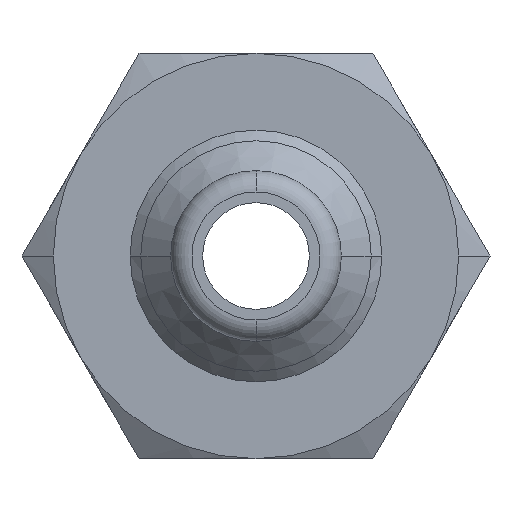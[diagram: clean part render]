
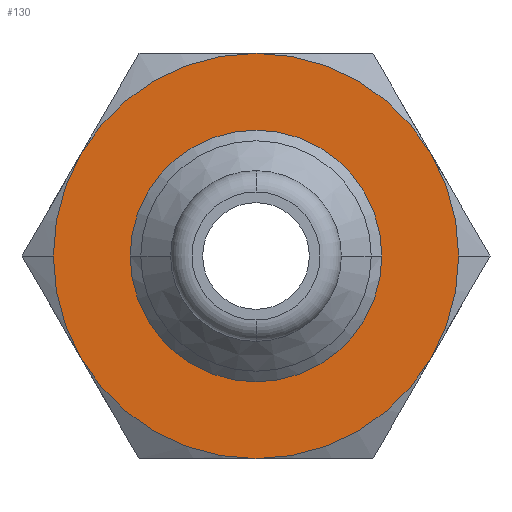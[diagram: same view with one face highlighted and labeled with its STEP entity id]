
A CAD part, front view. The second image highlights one B-rep face of the part: STEP entity #130.
In plain terms, the highlighted planar face has unit normal (0, -1, 0).
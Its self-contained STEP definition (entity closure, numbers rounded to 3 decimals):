
#130=ADVANCED_FACE('',(#272,#273),#274,.T.);
#272=FACE_OUTER_BOUND('',#427,.T.);
#273=FACE_BOUND('',#428,.T.);
#274=PLANE('',#429);
#427=EDGE_LOOP('',(#727,#728,#729,#730,#731,#732,#733,#734));
#428=EDGE_LOOP('',(#735,#736));
#429=AXIS2_PLACEMENT_3D('',#737,#738,#739);
#727=ORIENTED_EDGE('',*,*,#982,.F.);
#728=ORIENTED_EDGE('',*,*,#1002,.F.);
#729=ORIENTED_EDGE('',*,*,#1003,.F.);
#730=ORIENTED_EDGE('',*,*,#942,.F.);
#731=ORIENTED_EDGE('',*,*,#1004,.F.);
#732=ORIENTED_EDGE('',*,*,#889,.F.);
#733=ORIENTED_EDGE('',*,*,#893,.F.);
#734=ORIENTED_EDGE('',*,*,#970,.F.);
#735=ORIENTED_EDGE('',*,*,#975,.F.);
#736=ORIENTED_EDGE('',*,*,#1005,.F.);
#737=CARTESIAN_POINT('',(4.75,24.0,0.0));
#738=DIRECTION('',(-0.0,-1.0,-0.0));
#739=DIRECTION('',(-1.0,0.0,0.0));
#889=EDGE_CURVE('',#1041,#1038,#1043,.T.);
#893=EDGE_CURVE('',#1047,#1041,#1049,.T.);
#942=EDGE_CURVE('',#1130,#1132,#1133,.T.);
#970=EDGE_CURVE('',#1169,#1047,#1171,.T.);
#975=EDGE_CURVE('',#1176,#1173,#1178,.T.);
#982=EDGE_CURVE('',#1185,#1169,#1187,.T.);
#1002=EDGE_CURVE('',#1078,#1185,#1207,.T.);
#1003=EDGE_CURVE('',#1132,#1078,#1208,.T.);
#1004=EDGE_CURVE('',#1038,#1130,#1209,.T.);
#1005=EDGE_CURVE('',#1173,#1176,#1210,.T.);
#1038=VERTEX_POINT('',#1248);
#1041=VERTEX_POINT('',#1262);
#1043=CIRCLE('',#1275,9.5);
#1047=VERTEX_POINT('',#1290);
#1049=CIRCLE('',#1303,9.5);
#1078=VERTEX_POINT('',#1338);
#1130=VERTEX_POINT('',#1487);
#1132=VERTEX_POINT('',#1490);
#1133=CIRCLE('',#1491,9.5);
#1169=VERTEX_POINT('',#1621);
#1171=CIRCLE('',#1624,9.5);
#1173=VERTEX_POINT('',#1626);
#1176=VERTEX_POINT('',#1630);
#1178=CIRCLE('',#1633,5.9);
#1185=VERTEX_POINT('',#1642);
#1187=CIRCLE('',#1655,9.5);
#1207=CIRCLE('',#1708,9.5);
#1208=CIRCLE('',#1709,9.5);
#1209=CIRCLE('',#1710,9.5);
#1210=CIRCLE('',#1711,5.9);
#1248=CARTESIAN_POINT('',(-8.227,24.0,-4.75));
#1262=CARTESIAN_POINT('',(0.0,24.0,-9.5));
#1275=AXIS2_PLACEMENT_3D('',#1751,#1752,#1753);
#1290=CARTESIAN_POINT('',(8.227,24.0,-4.75));
#1303=AXIS2_PLACEMENT_3D('',#1754,#1755,#1756);
#1338=CARTESIAN_POINT('',(0.,24.0,9.5));
#1487=CARTESIAN_POINT('',(-9.5,24.0,0.));
#1490=CARTESIAN_POINT('',(-8.227,24.0,4.75));
#1491=AXIS2_PLACEMENT_3D('',#1815,#1816,#1817);
#1621=CARTESIAN_POINT('',(9.5,24.0,0.));
#1624=AXIS2_PLACEMENT_3D('',#1840,#1841,#1842);
#1626=CARTESIAN_POINT('',(5.9,24.0,0.));
#1630=CARTESIAN_POINT('',(-5.9,24.0,0.));
#1633=AXIS2_PLACEMENT_3D('',#1848,#1849,#1850);
#1642=CARTESIAN_POINT('',(8.227,24.0,4.75));
#1655=AXIS2_PLACEMENT_3D('',#1856,#1857,#1858);
#1708=AXIS2_PLACEMENT_3D('',#1883,#1884,#1885);
#1709=AXIS2_PLACEMENT_3D('',#1886,#1887,#1888);
#1710=AXIS2_PLACEMENT_3D('',#1889,#1890,#1891);
#1711=AXIS2_PLACEMENT_3D('',#1892,#1893,#1894);
#1751=CARTESIAN_POINT('',(0.0,24.0,0.0));
#1752=DIRECTION('',(-0.0,1.0,0.0));
#1753=DIRECTION('',(1.0,0.0,0.0));
#1754=CARTESIAN_POINT('',(0.0,24.0,0.0));
#1755=DIRECTION('',(-0.0,1.0,0.0));
#1756=DIRECTION('',(1.0,0.0,0.0));
#1815=CARTESIAN_POINT('',(0.0,24.0,0.0));
#1816=DIRECTION('',(-0.0,1.0,0.0));
#1817=DIRECTION('',(1.0,0.0,0.0));
#1840=CARTESIAN_POINT('',(0.0,24.0,0.0));
#1841=DIRECTION('',(-0.0,1.0,0.0));
#1842=DIRECTION('',(1.0,0.0,0.0));
#1848=CARTESIAN_POINT('',(0.0,24.0,0.0));
#1849=DIRECTION('',(0.0,-1.0,0.0));
#1850=DIRECTION('',(1.0,0.0,0.0));
#1856=CARTESIAN_POINT('',(0.0,24.0,0.0));
#1857=DIRECTION('',(-0.0,1.0,0.0));
#1858=DIRECTION('',(1.0,0.0,0.0));
#1883=CARTESIAN_POINT('',(0.0,24.0,0.0));
#1884=DIRECTION('',(-0.0,1.0,0.0));
#1885=DIRECTION('',(1.0,0.0,0.0));
#1886=CARTESIAN_POINT('',(0.0,24.0,0.0));
#1887=DIRECTION('',(-0.0,1.0,0.0));
#1888=DIRECTION('',(1.0,0.0,0.0));
#1889=CARTESIAN_POINT('',(0.0,24.0,0.0));
#1890=DIRECTION('',(-0.0,1.0,0.0));
#1891=DIRECTION('',(1.0,0.0,0.0));
#1892=CARTESIAN_POINT('',(0.0,24.0,0.0));
#1893=DIRECTION('',(0.0,-1.0,0.0));
#1894=DIRECTION('',(1.0,0.0,0.0));
